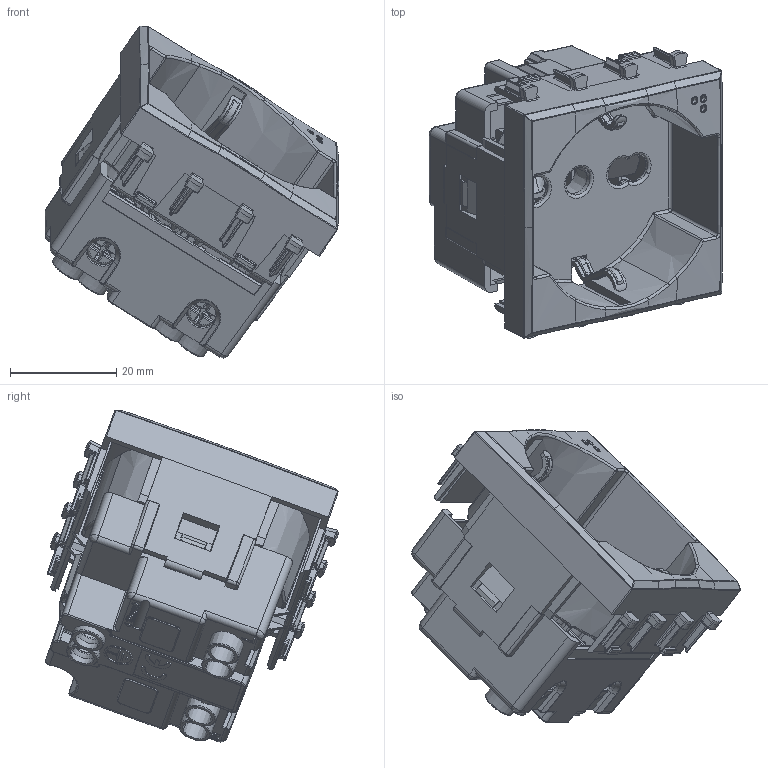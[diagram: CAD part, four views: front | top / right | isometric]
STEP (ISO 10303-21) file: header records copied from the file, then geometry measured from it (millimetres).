
FILE_DESCRIPTION(('CATIA V5 STEP Exchange'),'2;1');
FILE_NAME('442090_15TS.stp','2024-03-06T09:56:39+00:00',('none'),('none'),'CATIA Version 5-6 Release 2016 SP6','CATIA V5 STEP AP203','none');
FILE_SCHEMA(('CONFIG_CONTROL_DESIGN'));
Products named in the file (1): 442090_15TS
Assembly tree (13 placements, depth 2):
  442090_15TS
    #57
    #10711
    #11583  x3
    #13496  x3
    #14362
    #56549
    #113417  x2
    #125753
Bounding box: 55.3 x 55.16 x 62.57 mm (x, y, z)
Volume: 18742.5 mm3; surface area: 31663.3 mm2
Topology: 13 solids, 13 shells, 4569 faces, 11738 edges, 7021 vertices
Faces by surface type: plane 1902, cylinder 1395, bspline 512, cone 302, torus 230, sphere 212, revolution 16
Entity records: 161525 total; most frequent: CARTESIAN_POINT 76869, ORIENTED_EDGE 20144, DIRECTION 12573, EDGE_CURVE 10072, VERTEX_POINT 6114, VECTOR 4958, LINE 4958, AXIS2_PLACEMENT_3D 4756
